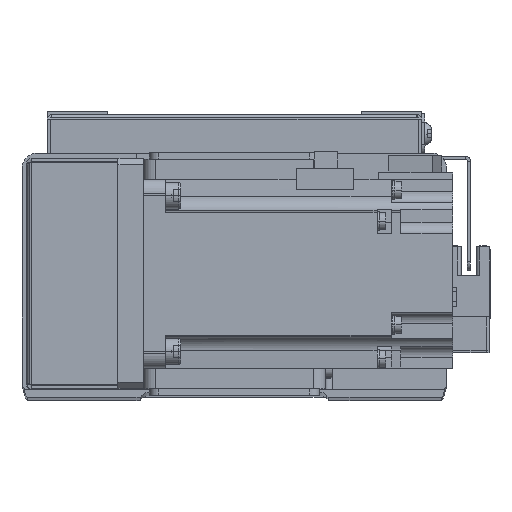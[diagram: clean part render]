
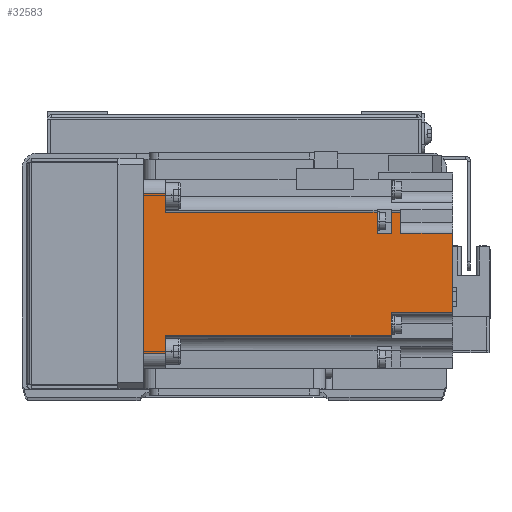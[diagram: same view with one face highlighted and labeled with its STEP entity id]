
A CAD part, top view. The second image highlights one B-rep face of the part: STEP entity #32583.
In plain terms, the highlighted face is planar.
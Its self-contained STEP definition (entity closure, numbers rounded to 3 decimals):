
#110 = DIRECTION ( 'NONE',  ( 0., 0., -1. ) ) ;
#382 = VERTEX_POINT ( 'NONE', #16787 ) ;
#708 = VECTOR ( 'NONE', #5906, 1000. ) ;
#756 = CARTESIAN_POINT ( 'NONE',  ( 93.177, 41.708, -419. ) ) ;
#794 = CARTESIAN_POINT ( 'NONE',  ( 93.177, 22.148, -412. ) ) ;
#1012 = LINE ( 'NONE', #4225, #7435 ) ;
#1231 = VERTEX_POINT ( 'NONE', #10573 ) ;
#1839 = CARTESIAN_POINT ( 'NONE',  ( 93.177, 47.648, -412. ) ) ;
#2106 = VECTOR ( 'NONE', #36818, 1000. ) ;
#2542 = EDGE_CURVE ( 'NONE', #13209, #14594, #3650, .T. ) ;
#2714 = CARTESIAN_POINT ( 'NONE',  ( 93.177, 22.148, -486.3 ) ) ;
#3010 = EDGE_LOOP ( 'NONE', ( #14128, #39918, #17224, #31448, #4195, #12206, #6468, #34341, #20415, #23336, #23084, #13092, #37267, #12579, #36026, #5256, #23439, #40149 ) ) ;
#3650 = LINE ( 'NONE', #26812, #11067 ) ;
#4195 = ORIENTED_EDGE ( 'NONE', *, *, #16050, .F. ) ;
#4225 = CARTESIAN_POINT ( 'NONE',  ( 93.177, 47.648, -415.9 ) ) ;
#4398 = CARTESIAN_POINT ( 'NONE',  ( 93.177, 22.148, -490.8 ) ) ;
#4571 = CARTESIAN_POINT ( 'NONE',  ( 93.177, 22.148, -493.8 ) ) ;
#5184 = VERTEX_POINT ( 'NONE', #756 ) ;
#5203 = CARTESIAN_POINT ( 'NONE',  ( 93.177, 41.708, -415.9 ) ) ;
#5256 = ORIENTED_EDGE ( 'NONE', *, *, #16541, .F. ) ;
#5453 = VERTEX_POINT ( 'NONE', #18131 ) ;
#5589 = CARTESIAN_POINT ( 'NONE',  ( 93.177, 41.708, -493.8 ) ) ;
#5835 = CARTESIAN_POINT ( 'NONE',  ( 93.177, 9.648, -510.3 ) ) ;
#5906 = DIRECTION ( 'NONE',  ( 0., -1., 0. ) ) ;
#6087 = DIRECTION ( 'NONE',  ( 0., -1., 0. ) ) ;
#6363 = VERTEX_POINT ( 'NONE', #18386 ) ;
#6468 = ORIENTED_EDGE ( 'NONE', *, *, #23584, .F. ) ;
#7065 = DIRECTION ( 'NONE',  ( 0., -1., 0. ) ) ;
#7435 = VECTOR ( 'NONE', #17036, 1000. ) ;
#7631 = DIRECTION ( 'NONE',  ( 0., -1., 0. ) ) ;
#8354 = DIRECTION ( 'NONE',  ( 0., 0., -1. ) ) ;
#8523 = DIRECTION ( 'NONE',  ( -1., 0., 0. ) ) ;
#8944 = CARTESIAN_POINT ( 'NONE',  ( 93.177, 34.948, -510.3 ) ) ;
#9095 = VERTEX_POINT ( 'NONE', #38208 ) ;
#9359 = LINE ( 'NONE', #12492, #18907 ) ;
#9613 = LINE ( 'NONE', #36690, #17142 ) ;
#9726 = VERTEX_POINT ( 'NONE', #32501 ) ;
#9767 = CARTESIAN_POINT ( 'NONE',  ( 93.177, -3.352, -415.9 ) ) ;
#9863 = VECTOR ( 'NONE', #16077, 1000. ) ;
#10076 = LINE ( 'NONE', #2714, #708 ) ;
#10336 = EDGE_CURVE ( 'NONE', #20851, #382, #18853, .T. ) ;
#10573 = CARTESIAN_POINT ( 'NONE',  ( 93.177, -3.352, -412. ) ) ;
#11067 = VECTOR ( 'NONE', #6087, 1000. ) ;
#11155 = CARTESIAN_POINT ( 'NONE',  ( 93.177, 9.648, -490.8 ) ) ;
#11707 = LINE ( 'NONE', #23006, #22296 ) ;
#11885 = VERTEX_POINT ( 'NONE', #12656 ) ;
#12206 = ORIENTED_EDGE ( 'NONE', *, *, #10336, .F. ) ;
#12492 = CARTESIAN_POINT ( 'NONE',  ( 93.177, 2.589, -415.9 ) ) ;
#12579 = ORIENTED_EDGE ( 'NONE', *, *, #14502, .F. ) ;
#12656 = CARTESIAN_POINT ( 'NONE',  ( 93.177, 34.948, -486.3 ) ) ;
#12807 = CARTESIAN_POINT ( 'NONE',  ( 93.177, 22.148, -486.3 ) ) ;
#13092 = ORIENTED_EDGE ( 'NONE', *, *, #26643, .F. ) ;
#13209 = VERTEX_POINT ( 'NONE', #11155 ) ;
#13693 = CARTESIAN_POINT ( 'NONE',  ( 93.177, 22.148, -419. ) ) ;
#14128 = ORIENTED_EDGE ( 'NONE', *, *, #16295, .F. ) ;
#14333 = CARTESIAN_POINT ( 'NONE',  ( 93.177, 47.648, -419. ) ) ;
#14502 = EDGE_CURVE ( 'NONE', #32185, #5453, #38129, .T. ) ;
#14594 = VERTEX_POINT ( 'NONE', #33593 ) ;
#14954 = CARTESIAN_POINT ( 'NONE',  ( 93.177, 22.148, -415.9 ) ) ;
#15127 = LINE ( 'NONE', #4571, #22674 ) ;
#15466 = DIRECTION ( 'NONE',  ( 0., 0., 1. ) ) ;
#16016 = EDGE_CURVE ( 'NONE', #11885, #32185, #38491, .T. ) ;
#16050 = EDGE_CURVE ( 'NONE', #382, #1231, #34480, .T. ) ;
#16077 = DIRECTION ( 'NONE',  ( 0., 0., 1. ) ) ;
#16295 = EDGE_CURVE ( 'NONE', #5184, #22108, #9613, .T. ) ;
#16541 = EDGE_CURVE ( 'NONE', #9726, #11885, #10076, .T. ) ;
#16787 = CARTESIAN_POINT ( 'NONE',  ( 93.177, -3.352, -419. ) ) ;
#16918 = CARTESIAN_POINT ( 'NONE',  ( 93.177, 2.589, -419. ) ) ;
#16944 = VECTOR ( 'NONE', #25204, 1000. ) ;
#17036 = DIRECTION ( 'NONE',  ( 0., 0., -1. ) ) ;
#17142 = VECTOR ( 'NONE', #17467, 1000. ) ;
#17224 = ORIENTED_EDGE ( 'NONE', *, *, #23192, .F. ) ;
#17467 = DIRECTION ( 'NONE',  ( 0., 0., -1. ) ) ;
#17837 = LINE ( 'NONE', #19102, #33871 ) ;
#18131 = CARTESIAN_POINT ( 'NONE',  ( 93.177, 41.708, -490.8 ) ) ;
#18189 = PLANE ( 'NONE',  #32098 ) ;
#18386 = CARTESIAN_POINT ( 'NONE',  ( 93.177, 39.264, -486.3 ) ) ;
#18589 = EDGE_CURVE ( 'NONE', #34753, #13209, #35017, .T. ) ;
#18659 = EDGE_CURVE ( 'NONE', #22108, #6363, #32981, .T. ) ;
#18853 = LINE ( 'NONE', #13693, #35891 ) ;
#18907 = VECTOR ( 'NONE', #15466, 1000. ) ;
#19102 = CARTESIAN_POINT ( 'NONE',  ( 93.177, 22.148, -510.3 ) ) ;
#19190 = VECTOR ( 'NONE', #32741, 1000. ) ;
#19988 = EDGE_CURVE ( 'NONE', #40732, #34753, #17837, .T. ) ;
#20415 = ORIENTED_EDGE ( 'NONE', *, *, #18589, .F. ) ;
#20441 = VECTOR ( 'NONE', #110, 1000. ) ;
#20851 = VERTEX_POINT ( 'NONE', #16918 ) ;
#21418 = DIRECTION ( 'NONE',  ( 0., 0., -1. ) ) ;
#21870 = EDGE_CURVE ( 'NONE', #26058, #5184, #11707, .T. ) ;
#22052 = EDGE_CURVE ( 'NONE', #6363, #9726, #31262, .T. ) ;
#22108 = VERTEX_POINT ( 'NONE', #33506 ) ;
#22296 = VECTOR ( 'NONE', #7065, 1000. ) ;
#22362 = DIRECTION ( 'NONE',  ( 0., -1., 0. ) ) ;
#22674 = VECTOR ( 'NONE', #26923, 1000. ) ;
#23006 = CARTESIAN_POINT ( 'NONE',  ( 93.177, 22.148, -419. ) ) ;
#23084 = ORIENTED_EDGE ( 'NONE', *, *, #28562, .F. ) ;
#23192 = EDGE_CURVE ( 'NONE', #31462, #26058, #1012, .T. ) ;
#23336 = ORIENTED_EDGE ( 'NONE', *, *, #19988, .F. ) ;
#23372 = EDGE_CURVE ( 'NONE', #5453, #36379, #24960, .T. ) ;
#23439 = ORIENTED_EDGE ( 'NONE', *, *, #22052, .F. ) ;
#23584 = EDGE_CURVE ( 'NONE', #14594, #20851, #9359, .T. ) ;
#24960 = LINE ( 'NONE', #5203, #40941 ) ;
#25204 = DIRECTION ( 'NONE',  ( 0., 0., 1. ) ) ;
#26058 = VERTEX_POINT ( 'NONE', #14333 ) ;
#26643 = EDGE_CURVE ( 'NONE', #36379, #9095, #15127, .T. ) ;
#26812 = CARTESIAN_POINT ( 'NONE',  ( 93.177, 22.148, -490.8 ) ) ;
#26923 = DIRECTION ( 'NONE',  ( 0., -1., 0. ) ) ;
#27564 = LINE ( 'NONE', #36966, #2106 ) ;
#28402 = CARTESIAN_POINT ( 'NONE',  ( 93.177, 9.648, -415.9 ) ) ;
#28562 = EDGE_CURVE ( 'NONE', #9095, #40732, #27564, .T. ) ;
#30250 = VECTOR ( 'NONE', #7631, 1000. ) ;
#31262 = LINE ( 'NONE', #39559, #30250 ) ;
#31448 = ORIENTED_EDGE ( 'NONE', *, *, #39764, .F. ) ;
#31462 = VERTEX_POINT ( 'NONE', #1839 ) ;
#31765 = CARTESIAN_POINT ( 'NONE',  ( 93.177, 34.948, -415.9 ) ) ;
#32098 = AXIS2_PLACEMENT_3D ( 'NONE', #14954, #8523, #21418 ) ;
#32185 = VERTEX_POINT ( 'NONE', #38539 ) ;
#32501 = CARTESIAN_POINT ( 'NONE',  ( 93.177, 38.359, -486.3 ) ) ;
#32583 = ADVANCED_FACE ( 'NONE', ( #36390 ), #18189, .F. ) ;
#32741 = DIRECTION ( 'NONE',  ( 0., 1., 0. ) ) ;
#32981 = LINE ( 'NONE', #12807, #39524 ) ;
#33037 = DIRECTION ( 'NONE',  ( 0., 1., 0. ) ) ;
#33506 = CARTESIAN_POINT ( 'NONE',  ( 93.177, 41.708, -486.3 ) ) ;
#33593 = CARTESIAN_POINT ( 'NONE',  ( 93.177, 2.589, -490.8 ) ) ;
#33871 = VECTOR ( 'NONE', #22362, 1000. ) ;
#34341 = ORIENTED_EDGE ( 'NONE', *, *, #2542, .F. ) ;
#34480 = LINE ( 'NONE', #9767, #9863 ) ;
#34753 = VERTEX_POINT ( 'NONE', #5835 ) ;
#35017 = LINE ( 'NONE', #28402, #16944 ) ;
#35272 = DIRECTION ( 'NONE',  ( 0., -1., 0. ) ) ;
#35891 = VECTOR ( 'NONE', #36150, 1000. ) ;
#36026 = ORIENTED_EDGE ( 'NONE', *, *, #16016, .F. ) ;
#36150 = DIRECTION ( 'NONE',  ( 0., -1., 0. ) ) ;
#36379 = VERTEX_POINT ( 'NONE', #5589 ) ;
#36390 = FACE_OUTER_BOUND ( 'NONE', #3010, .T. ) ;
#36690 = CARTESIAN_POINT ( 'NONE',  ( 93.177, 41.708, -415.9 ) ) ;
#36818 = DIRECTION ( 'NONE',  ( 0., 0., -1. ) ) ;
#36966 = CARTESIAN_POINT ( 'NONE',  ( 93.177, 34.948, -415.9 ) ) ;
#37267 = ORIENTED_EDGE ( 'NONE', *, *, #23372, .F. ) ;
#37271 = LINE ( 'NONE', #794, #19190 ) ;
#38129 = LINE ( 'NONE', #4398, #40117 ) ;
#38208 = CARTESIAN_POINT ( 'NONE',  ( 93.177, 34.948, -493.8 ) ) ;
#38491 = LINE ( 'NONE', #31765, #20441 ) ;
#38539 = CARTESIAN_POINT ( 'NONE',  ( 93.177, 34.948, -490.8 ) ) ;
#39524 = VECTOR ( 'NONE', #35272, 1000. ) ;
#39559 = CARTESIAN_POINT ( 'NONE',  ( 93.177, 22.148, -486.3 ) ) ;
#39764 = EDGE_CURVE ( 'NONE', #1231, #31462, #37271, .T. ) ;
#39918 = ORIENTED_EDGE ( 'NONE', *, *, #21870, .F. ) ;
#40117 = VECTOR ( 'NONE', #33037, 1000. ) ;
#40149 = ORIENTED_EDGE ( 'NONE', *, *, #18659, .F. ) ;
#40732 = VERTEX_POINT ( 'NONE', #8944 ) ;
#40941 = VECTOR ( 'NONE', #8354, 1000. ) ;
